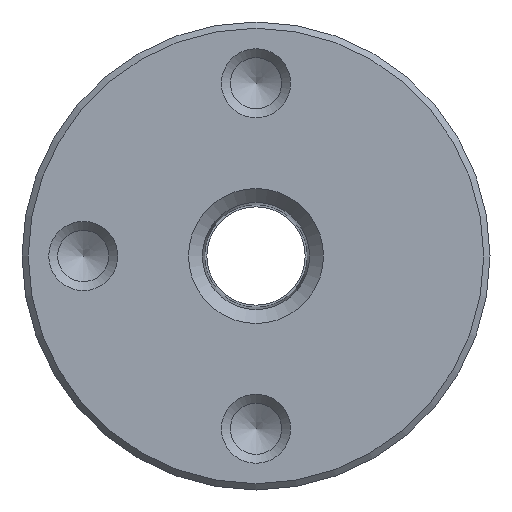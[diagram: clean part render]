
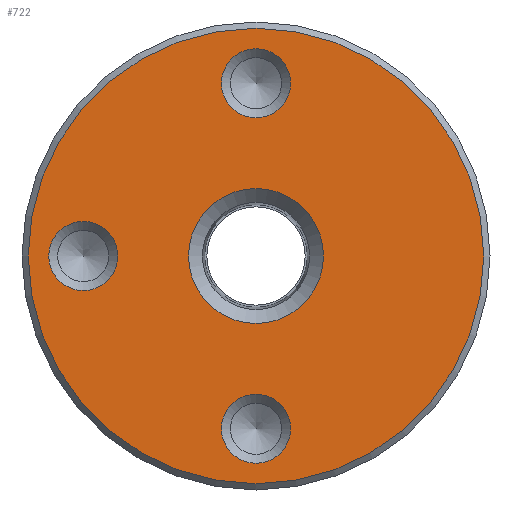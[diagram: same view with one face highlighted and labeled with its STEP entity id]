
A CAD part, left-side view. The second image highlights one B-rep face of the part: STEP entity #722.
In plain terms, the highlighted planar face has unit normal (-1, 0, 0).
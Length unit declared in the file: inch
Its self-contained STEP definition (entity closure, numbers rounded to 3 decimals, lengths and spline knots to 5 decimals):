
#169=CARTESIAN_POINT('',(0.,0.0,0.215));
#170=VERTEX_POINT('',#169);
#171=CARTESIAN_POINT('',(0.,0.0,0.0));
#172=DIRECTION('',(1.0,0.0,0.0));
#173=DIRECTION('',(0.0,0.0,1.0));
#174=AXIS2_PLACEMENT_3D('',#171,#172,#173);
#175=CIRCLE('',#174,0.215);
#176=EDGE_CURVE('',#170,#170,#175,.T.);
#350=CARTESIAN_POINT('',(0.,0.55,0.11));
#351=VERTEX_POINT('',#350);
#352=CARTESIAN_POINT('',(0.,0.55,0.0));
#353=DIRECTION('',(1.0,0.0,0.0));
#354=DIRECTION('',(0.0,0.0,1.0));
#355=AXIS2_PLACEMENT_3D('',#352,#353,#354);
#356=CIRCLE('',#355,0.11);
#357=EDGE_CURVE('',#351,#351,#356,.T.);
#470=CARTESIAN_POINT('',(0.,0.0,0.66));
#471=VERTEX_POINT('',#470);
#472=CARTESIAN_POINT('',(0.,0.0,0.55));
#473=DIRECTION('',(1.0,0.0,0.0));
#474=DIRECTION('',(0.0,0.0,1.0));
#475=AXIS2_PLACEMENT_3D('',#472,#473,#474);
#476=CIRCLE('',#475,0.11);
#477=EDGE_CURVE('',#471,#471,#476,.T.);
#590=CARTESIAN_POINT('',(0.,0.0,-0.44));
#591=VERTEX_POINT('',#590);
#592=CARTESIAN_POINT('',(0.,0.0,-0.55));
#593=DIRECTION('',(1.0,0.0,0.0));
#594=DIRECTION('',(0.0,0.0,1.0));
#595=AXIS2_PLACEMENT_3D('',#592,#593,#594);
#596=CIRCLE('',#595,0.11);
#597=EDGE_CURVE('',#591,#591,#596,.T.);
#694=CARTESIAN_POINT('',(0.,0.3625,0.0));
#695=DIRECTION('',(-1.0,0.0,0.0));
#696=DIRECTION('',(0.0,0.0,1.0));
#697=AXIS2_PLACEMENT_3D('',#694,#695,#696);
#698=PLANE('',#697);
#699=CARTESIAN_POINT('',(0.,0.725,0.0));
#700=VERTEX_POINT('',#699);
#701=CARTESIAN_POINT('',(0.0,0.0,0.0));
#702=DIRECTION('',(1.0,0.0,0.0));
#703=DIRECTION('',(0.0,1.0,0.0));
#704=AXIS2_PLACEMENT_3D('',#701,#702,#703);
#705=CIRCLE('',#704,0.725);
#706=EDGE_CURVE('',#700,#700,#705,.T.);
#707=ORIENTED_EDGE('',*,*,#706,.F.);
#708=EDGE_LOOP('',(#707));
#709=FACE_OUTER_BOUND('',#708,.T.);
#710=ORIENTED_EDGE('',*,*,#176,.T.);
#711=EDGE_LOOP('',(#710));
#712=FACE_BOUND('',#711,.T.);
#713=ORIENTED_EDGE('',*,*,#357,.T.);
#714=EDGE_LOOP('',(#713));
#715=FACE_BOUND('',#714,.T.);
#716=ORIENTED_EDGE('',*,*,#477,.T.);
#717=EDGE_LOOP('',(#716));
#718=FACE_BOUND('',#717,.T.);
#719=ORIENTED_EDGE('',*,*,#597,.T.);
#720=EDGE_LOOP('',(#719));
#721=FACE_BOUND('',#720,.T.);
#722=ADVANCED_FACE('',(#709,#712,#715,#718,#721),#698,.T.);
